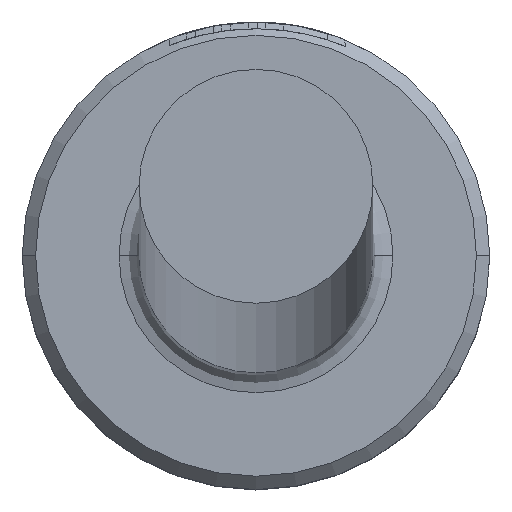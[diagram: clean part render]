
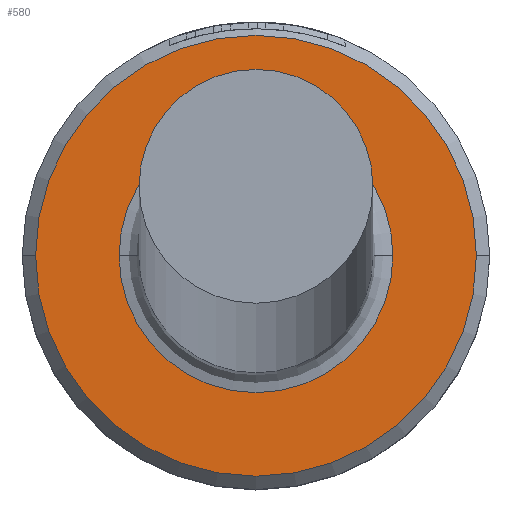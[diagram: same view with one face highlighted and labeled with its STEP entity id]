
A CAD part, top view. The second image highlights one B-rep face of the part: STEP entity #580.
In plain terms, the highlighted planar face has unit normal (0, 0, 1).
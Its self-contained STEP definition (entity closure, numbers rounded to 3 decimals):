
#2 = CARTESIAN_POINT ( 'NONE',  ( 0., 0., 4. ) ) ;
#27 = ORIENTED_EDGE ( 'NONE', *, *, #675, .T. ) ;
#89 = EDGE_LOOP ( 'NONE', ( #175, #27 ) ) ;
#101 = DIRECTION ( 'NONE',  ( 0., 0., -1. ) ) ;
#106 = DIRECTION ( 'NONE',  ( -1., 0., 0. ) ) ;
#107 = AXIS2_PLACEMENT_3D ( 'NONE', #2, #655, #106 ) ;
#132 = DIRECTION ( 'NONE',  ( 0., 0., 1. ) ) ;
#148 = CIRCLE ( 'NONE', #930, 3.3 ) ;
#159 = AXIS2_PLACEMENT_3D ( 'NONE', #679, #132, #772 ) ;
#175 = ORIENTED_EDGE ( 'NONE', *, *, #422, .T. ) ;
#232 = EDGE_CURVE ( 'NONE', #936, #893, #148, .T. ) ;
#308 = FACE_BOUND ( 'NONE', #89, .T. ) ;
#420 = CARTESIAN_POINT ( 'NONE',  ( 0., 0., 4. ) ) ;
#422 = EDGE_CURVE ( 'NONE', #1152, #1114, #545, .T. ) ;
#466 = CARTESIAN_POINT ( 'NONE',  ( 0., 0., 4. ) ) ;
#488 = CIRCLE ( 'NONE', #159, 3.3 ) ;
#509 = DIRECTION ( 'NONE',  ( 1., 0., 0. ) ) ;
#520 = CIRCLE ( 'NONE', #107, 2.05 ) ;
#545 = CIRCLE ( 'NONE', #551, 2.05 ) ;
#551 = AXIS2_PLACEMENT_3D ( 'NONE', #649, #101, #737 ) ;
#580 = ADVANCED_FACE ( 'NONE', ( #787, #308 ), #766, .T. ) ;
#616 = EDGE_LOOP ( 'NONE', ( #1099, #644 ) ) ;
#644 = ORIENTED_EDGE ( 'NONE', *, *, #1158, .T. ) ;
#649 = CARTESIAN_POINT ( 'NONE',  ( 0., 0., 4. ) ) ;
#655 = DIRECTION ( 'NONE',  ( 0., 0., -1. ) ) ;
#675 = EDGE_CURVE ( 'NONE', #1114, #1152, #520, .T. ) ;
#679 = CARTESIAN_POINT ( 'NONE',  ( 0., 0., 4. ) ) ;
#700 = CARTESIAN_POINT ( 'NONE',  ( -3.3, 0., 4. ) ) ;
#723 = CARTESIAN_POINT ( 'NONE',  ( -2.05, 0., 4. ) ) ;
#737 = DIRECTION ( 'NONE',  ( -1., 0., 0. ) ) ;
#766 = PLANE ( 'NONE',  #1036 ) ;
#772 = DIRECTION ( 'NONE',  ( 1., 0., 0. ) ) ;
#787 = FACE_OUTER_BOUND ( 'NONE', #616, .T. ) ;
#893 = VERTEX_POINT ( 'NONE', #945 ) ;
#930 = AXIS2_PLACEMENT_3D ( 'NONE', #466, #1168, #1080 ) ;
#936 = VERTEX_POINT ( 'NONE', #700 ) ;
#945 = CARTESIAN_POINT ( 'NONE',  ( 3.3, 0., 4. ) ) ;
#1035 = DIRECTION ( 'NONE',  ( 0., 0., 1. ) ) ;
#1036 = AXIS2_PLACEMENT_3D ( 'NONE', #420, #1035, #509 ) ;
#1067 = CARTESIAN_POINT ( 'NONE',  ( 2.05, 0., 4. ) ) ;
#1080 = DIRECTION ( 'NONE',  ( 1., 0., 0. ) ) ;
#1099 = ORIENTED_EDGE ( 'NONE', *, *, #232, .T. ) ;
#1114 = VERTEX_POINT ( 'NONE', #1067 ) ;
#1152 = VERTEX_POINT ( 'NONE', #723 ) ;
#1158 = EDGE_CURVE ( 'NONE', #893, #936, #488, .T. ) ;
#1168 = DIRECTION ( 'NONE',  ( 0., 0., 1. ) ) ;
